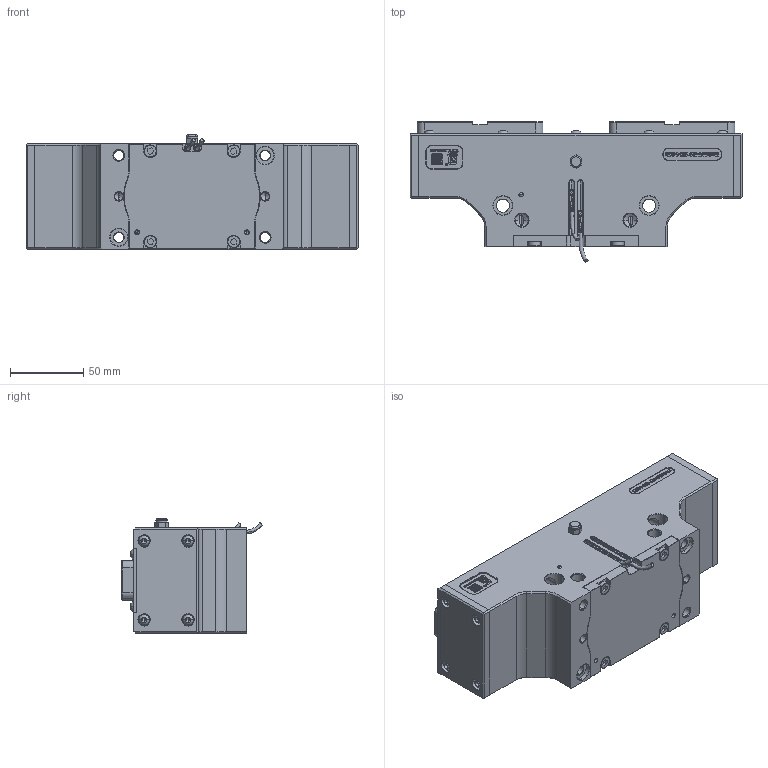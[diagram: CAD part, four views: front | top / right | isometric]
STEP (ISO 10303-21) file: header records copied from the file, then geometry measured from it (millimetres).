
FILE_DESCRIPTION (( 'STEP AP203' ), '1' );
FILE_NAME ('FY-JGP 160-1-SAD.STEP', '2024-04-13T02:23:46', ( 'User' ), ( 'Microsoft' ), 'SwSTEP 2.0', 'SolidWorks 2015', '' );
FILE_SCHEMA (( 'CONFIG_CONTROL_DESIGN' ));
Length unit declared in the file: millimetre
Products named in the file (18): 薦ьんM5; M5X12情芛蹟隊; 14X10X6隅弇杶; hex socket set screws with flat point gb_GB_FASTENER_SCREWS_HSFP M5X5-N; FY-JGP 160-1-SAD倰瘍齪; 3.175; FY-JGZ 125-1-SADLOGO; FY-JGP 160-1-SAD賑輸; 本公司二维码-梵煜2; FY-JGP 160-1-SAD奻裔啣; 陔遴LOGO齪郪磁; FY-JGP 160-1-SAD傷裔; FY-JGP 160-1-SAD褲极; FY-JGP 160-1-SAD; FY-JGP 160-1-SAD滅鳥賑輸; 棠俶羲壽4.0X15; hexagon socket button head screws gb_GB_SOCKET_TYPE7 M4X10-N; FY-JGP 160-1綴裔
Assembly tree (46 placements, depth 3):
  FY-JGP 160-1-SAD
    FY-JGP 160-1-SAD褲极
    棠俶羲壽4.0X15  x2
    FY-JGP 160-1綴裔
    M5X12情芛蹟隊  x4
    hex socket set screws with flat point gb_GB_FASTENER_SCREWS_HSFP M5X5-N  x3
    3.175
    FY-JGP 160-1-SAD賑輸  x2
    FY-JGP 160-1-SAD奻裔啣
    FY-JGP 160-1-SAD傷裔  x2
    FY-JGP 160-1-SAD滅鳥賑輸  x2
    hexagon socket button head screws gb_GB_SOCKET_TYPE7 M4X10-N  x18
    薦ьんM5
    14X10X6隅弇杶  x4
    FY-JGP 160-1-SAD倰瘍齪
    陔遴LOGO齪郪磁
      FY-JGZ 125-1-SADLOGO
      本公司二维码-梵煜2
Bounding box: 227 x 95.84 x 77.99 mm (x, y, z)
Volume: 961575.4 mm3; surface area: 209861.7 mm2
Topology: 55 solids, 55 shells, 2893 faces, 7133 edges, 4460 vertices
Faces by surface type: plane 1659, cylinder 470, cone 437, bspline 271, sphere 38, torus 18
Entity records: 78519 total; most frequent: CARTESIAN_POINT 26907, ORIENTED_EDGE 10402, DIRECTION 9389, EDGE_CURVE 5201, LINE 3809, VECTOR 3809, VERTEX_POINT 3340, AXIS2_PLACEMENT_3D 2790
